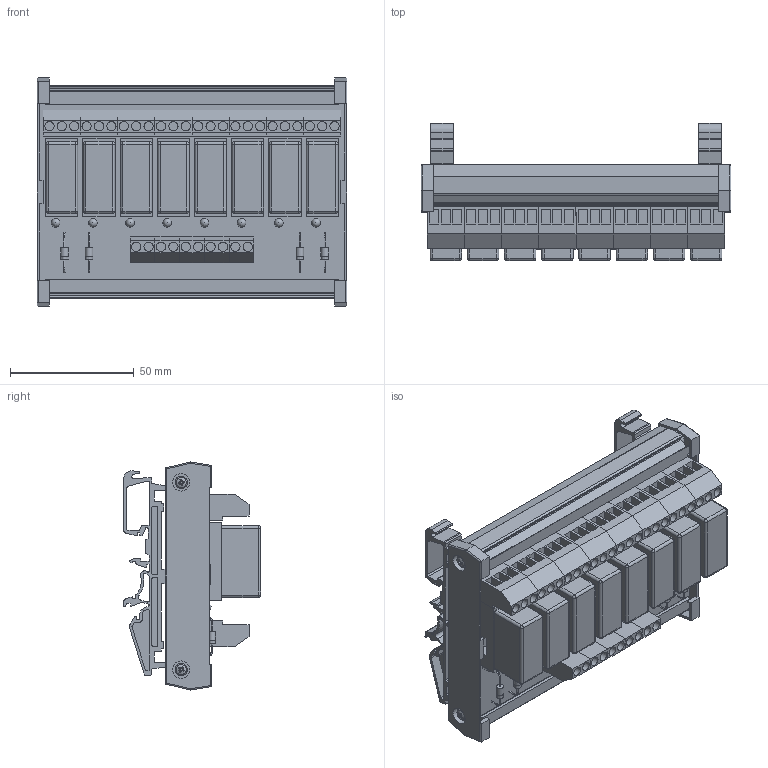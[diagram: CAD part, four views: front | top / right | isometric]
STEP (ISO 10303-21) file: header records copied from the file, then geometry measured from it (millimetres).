
FILE_DESCRIPTION((''),'2;1');
FILE_NAME('RC1_RM1_Bussed_8.stp','2015-01-15T08:53:58',('Roland'),(''),'Autodesk Inventor 2013','Autodesk Inventor 2013','');
FILE_SCHEMA(('AUTOMOTIVE_DESIGN { 1 0 10303 214 1 1 1 1 }'));
Length unit declared in the file: millimetre
Products named in the file (15): RC1_RM1_Bussed_8; RC1 8 channel; 2 hole green; 3 hole green; RM84; GD50; White light; 125; BASE SIDE; BS EN ISO 7045 Z - Metric M2.5 x 10 - 4.8 - Z; BASE LEGS; Diode; Diode body; resistor leg long; resistor leg short
Assembly tree (54 placements, depth 3):
  RC1_RM1_Bussed_8
    RC1 8 channel
    2 hole green  x5
    3 hole green  x8
    RM84  x8
    GD50  x8
    White light  x8
    125
    BASE SIDE  x2
    BS EN ISO 7045 Z - Metric M2.5 x 10 - 4.8 - Z  x4
    BASE LEGS  x2
    Diode  x4
      Diode body
      resistor leg long
      resistor leg short
Bounding box: 125 x 55.39 x 91.98 mm (x, y, z)
Volume: 150623.3 mm3; surface area: 135178.2 mm2
Topology: 59 solids, 59 shells, 2558 faces, 6276 edges, 4020 vertices
Faces by surface type: plane 1891, cylinder 455, sphere 108, cone 64, torus 36, bspline 4
Full cylindrical faces by diameter (mm): 0.5 x16, 1.5 x64, 2.256 x4, 2.5 x4, 3 x28, 3.2 x4, 3.3 x8, 3.5 x8, 3.75 x34, 5 x8, 7 x4, 9 x4
Entity records: 22909 total; most frequent: CARTESIAN_POINT 4243, DIRECTION 3747, ORIENTED_EDGE 3620, EDGE_CURVE 1810, VECTOR 1355, LINE 1355, VERTEX_POINT 1224, AXIS2_PLACEMENT_3D 1196
